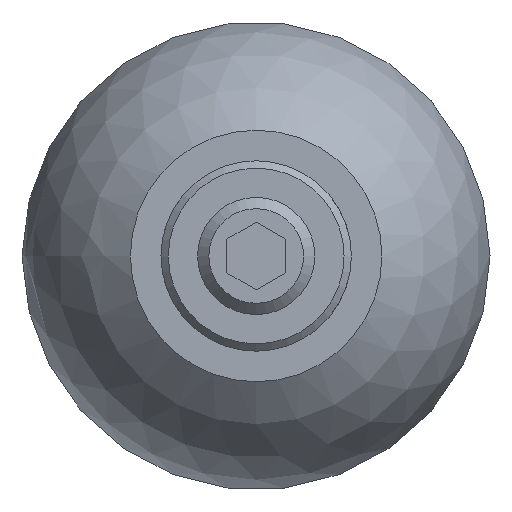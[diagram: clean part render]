
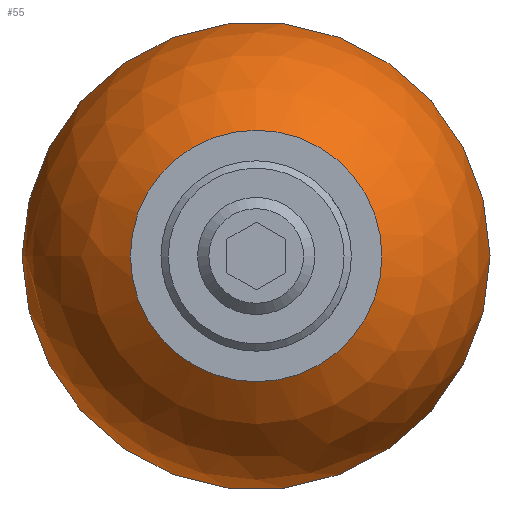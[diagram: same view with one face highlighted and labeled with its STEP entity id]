
A CAD part, left-side view. The second image highlights one B-rep face of the part: STEP entity #55.
In plain terms, the highlighted spherical face has radius 16 mm.
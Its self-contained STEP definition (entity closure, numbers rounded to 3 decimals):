
#55 = ADVANCED_FACE( '', ( #123, #124 ), #125, .T. );
#123 = FACE_BOUND( '', #203, .T. );
#124 = FACE_OUTER_BOUND( '', #204, .T. );
#125 = SPHERICAL_SURFACE( '', #205, 16. );
#203 = VERTEX_LOOP( '', #302 );
#204 = EDGE_LOOP( '', ( #303 ) );
#205 = AXIS2_PLACEMENT_3D( '', #304, #305, #306 );
#302 = VERTEX_POINT( '', #445 );
#303 = ORIENTED_EDGE( '', *, *, #446, .T. );
#304 = CARTESIAN_POINT( '', ( 32.5, 0., 0. ) );
#305 = DIRECTION( '', ( 1., 0., 0. ) );
#306 = DIRECTION( '', ( 0., 1., 0. ) );
#445 = CARTESIAN_POINT( '', ( 48.5, 0., 0. ) );
#446 = EDGE_CURVE( '', #526, #526, #527, .T. );
#526 = VERTEX_POINT( '', #626 );
#527 = CIRCLE( '', #627, 8.588 );
#626 = CARTESIAN_POINT( '', ( 19., 0., -8.588 ) );
#627 = AXIS2_PLACEMENT_3D( '', #710, #711, #712 );
#710 = CARTESIAN_POINT( '', ( 19., 0., 0. ) );
#711 = DIRECTION( '', ( 1., 0., 0. ) );
#712 = DIRECTION( '', ( 0., 0., -1. ) );
